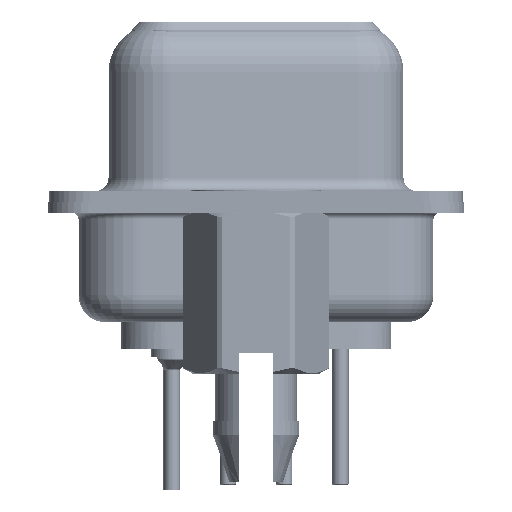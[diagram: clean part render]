
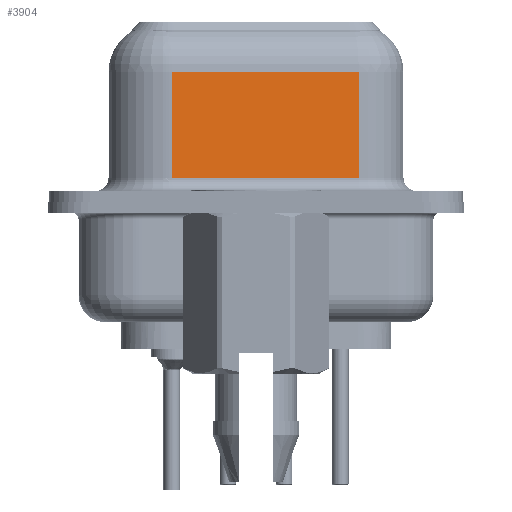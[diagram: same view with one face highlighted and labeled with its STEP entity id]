
A CAD part, left-side view. The second image highlights one B-rep face of the part: STEP entity #3904.
In plain terms, the highlighted planar face has unit normal (-0.985, -0.174, 0).
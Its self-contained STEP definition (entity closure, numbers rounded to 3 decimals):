
#3904 = ADVANCED_FACE ( 'NONE', ( #57815 ), #52435, .F. ) ;
#4153 = EDGE_LOOP ( 'NONE', ( #57150, #6348, #25238, #27360 ) ) ;
#4657 = LINE ( 'NONE', #28290, #37463 ) ;
#6348 = ORIENTED_EDGE ( 'NONE', *, *, #37172, .T. ) ;
#8068 = DIRECTION ( 'NONE',  ( 0.985, 0.174, 0. ) ) ;
#8969 = LINE ( 'NONE', #21834, #39285 ) ;
#9217 = VECTOR ( 'NONE', #26931, 1000. ) ;
#11007 = VECTOR ( 'NONE', #50505, 1000. ) ;
#11437 = DIRECTION ( 'NONE',  ( 0., 0., -1. ) ) ;
#12912 = VERTEX_POINT ( 'NONE', #27185 ) ;
#13437 = EDGE_CURVE ( 'NONE', #29203, #58579, #4657, .T. ) ;
#21834 = CARTESIAN_POINT ( 'NONE',  ( 4.48, 3.103, 6.55 ) ) ;
#23214 = CARTESIAN_POINT ( 'NONE',  ( 5.697, -3.797, 0.9 ) ) ;
#23470 = CARTESIAN_POINT ( 'NONE',  ( 4.48, 3.103, 0.9 ) ) ;
#24014 = EDGE_CURVE ( 'NONE', #12912, #34453, #8969, .T. ) ;
#24386 = CARTESIAN_POINT ( 'NONE',  ( 5.697, -3.797, 4.8 ) ) ;
#25238 = ORIENTED_EDGE ( 'NONE', *, *, #24014, .T. ) ;
#26931 = DIRECTION ( 'NONE',  ( -0.174, 0.985, 0. ) ) ;
#27185 = CARTESIAN_POINT ( 'NONE',  ( 4.48, 3.103, 4.8 ) ) ;
#27360 = ORIENTED_EDGE ( 'NONE', *, *, #41390, .T. ) ;
#28290 = CARTESIAN_POINT ( 'NONE',  ( 5.697, -3.797, 6.55 ) ) ;
#29203 = VERTEX_POINT ( 'NONE', #24386 ) ;
#32026 = CARTESIAN_POINT ( 'NONE',  ( 5.697, -3.797, 4.8 ) ) ;
#34453 = VERTEX_POINT ( 'NONE', #23470 ) ;
#37172 = EDGE_CURVE ( 'NONE', #29203, #12912, #54227, .T. ) ;
#37463 = VECTOR ( 'NONE', #11437, 1000. ) ;
#39285 = VECTOR ( 'NONE', #39541, 1000. ) ;
#39541 = DIRECTION ( 'NONE',  ( 0., 0., -1. ) ) ;
#41390 = EDGE_CURVE ( 'NONE', #34453, #58579, #55004, .T. ) ;
#47932 = DIRECTION ( 'NONE',  ( -0.174, 0.985, 0. ) ) ;
#48221 = CARTESIAN_POINT ( 'NONE',  ( 5.697, -3.797, 6.55 ) ) ;
#50048 = AXIS2_PLACEMENT_3D ( 'NONE', #48221, #8068, #47932 ) ;
#50505 = DIRECTION ( 'NONE',  ( 0.174, -0.985, 0. ) ) ;
#52435 = PLANE ( 'NONE',  #50048 ) ;
#54227 = LINE ( 'NONE', #32026, #9217 ) ;
#55004 = LINE ( 'NONE', #23214, #11007 ) ;
#56278 = CARTESIAN_POINT ( 'NONE',  ( 5.697, -3.797, 0.9 ) ) ;
#57150 = ORIENTED_EDGE ( 'NONE', *, *, #13437, .F. ) ;
#57815 = FACE_OUTER_BOUND ( 'NONE', #4153, .T. ) ;
#58579 = VERTEX_POINT ( 'NONE', #56278 ) ;
